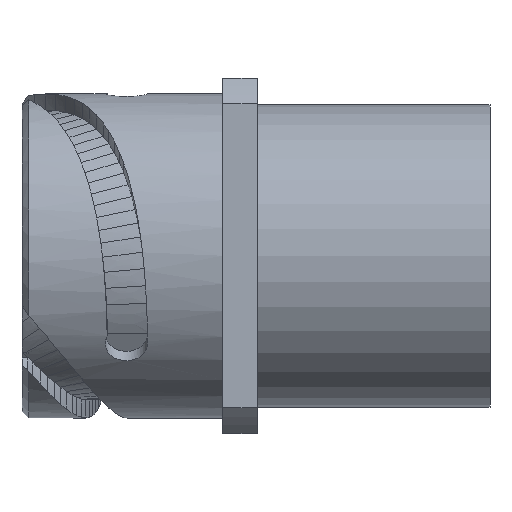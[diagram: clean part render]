
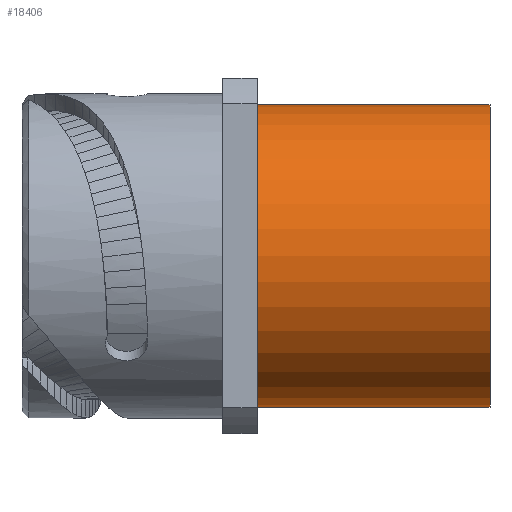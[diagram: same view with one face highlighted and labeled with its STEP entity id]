
A CAD part, top view. The second image highlights one B-rep face of the part: STEP entity #18406.
In plain terms, the highlighted cylindrical face has radius 17.45 mm (diameter 34.9 mm), a partial arc.
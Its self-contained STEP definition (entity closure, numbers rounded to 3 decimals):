
#3125=CARTESIAN_POINT('',(110.609,20.5,-26.99));
#3126=DIRECTION('',(1.,0.,0.));
#3127=DIRECTION('',(0.,1.,0.));
#3128=AXIS2_PLACEMENT_3D('',#3125,#3126,#3127);
#3307=CARTESIAN_POINT('',(137.459,20.5,-26.99));
#3308=DIRECTION('',(1.,0.,0.));
#3309=DIRECTION('',(0.,1.,0.));
#3310=AXIS2_PLACEMENT_3D('',#3307,#3308,#3309);
#3312=DIRECTION('',(-1.,0.,0.));
#3313=VECTOR('',#3312,26.85);
#3314=CARTESIAN_POINT('',(137.459,37.95,-26.99));
#3315=LINE('769',#3314,#3313);
#3316=DIRECTION('',(-1.,0.,0.));
#3317=VECTOR('',#3316,26.85);
#3318=CARTESIAN_POINT('',(137.459,3.05,-26.99));
#3319=LINE('770',#3318,#3317);
#9101=CARTESIAN_POINT('',(137.459,37.95,-26.99));
#9102=CARTESIAN_POINT('',(110.609,37.95,-26.99));
#9103=VERTEX_POINT('',#9101);
#9104=VERTEX_POINT('',#9102);
#9105=CARTESIAN_POINT('',(137.459,3.05,-26.99));
#9106=CARTESIAN_POINT('',(110.609,3.05,-26.99));
#9107=VERTEX_POINT('',#9105);
#9108=VERTEX_POINT('',#9106);
#18392=CARTESIAN_POINT('',(80.759,20.5,-26.99));
#18393=DIRECTION('',(1.,0.,0.));
#18394=DIRECTION('',(0.,-1.,0.));
#18395=AXIS2_PLACEMENT_3D('',#18392,#18393,#18394);
#18396=CYLINDRICAL_SURFACE('247',#18395,17.45);
#18398=ORIENTED_EDGE('769',*,*,#18397,.F.);
#18400=ORIENTED_EDGE('771',*,*,#18399,.T.);
#18402=ORIENTED_EDGE('770',*,*,#18401,.T.);
#18403=ORIENTED_EDGE('1351',*,*,#18215,.F.);
#18404=EDGE_LOOP('247',(#18398,#18400,#18402,#18403));
#18405=FACE_OUTER_BOUND('247',#18404,.F.);
#3129=CIRCLE('1351',#3128,17.45);
#3311=CIRCLE('771',#3310,17.45);
#18215=EDGE_CURVE('1351',#9104,#9108,#3129,.T.);
#18397=EDGE_CURVE('769',#9103,#9104,#3315,.T.);
#18399=EDGE_CURVE('771',#9103,#9107,#3311,.T.);
#18401=EDGE_CURVE('770',#9107,#9108,#3319,.T.);
#18406=ADVANCED_FACE('247',(#18405),#18396,.T.);
